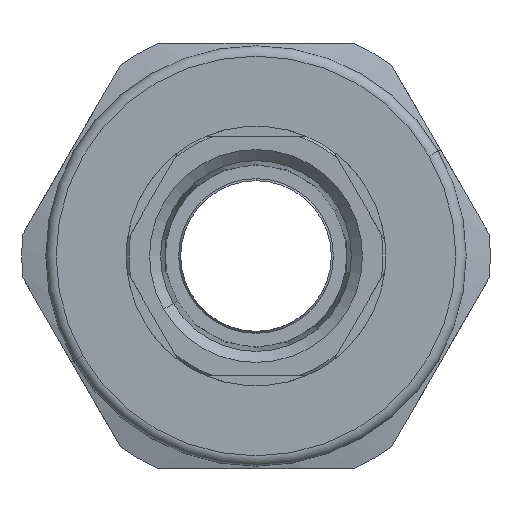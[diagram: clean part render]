
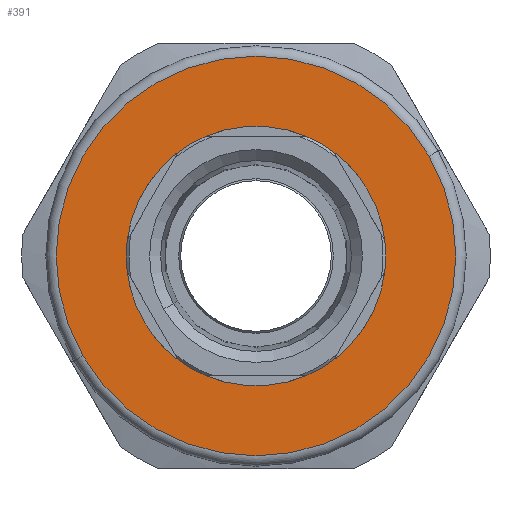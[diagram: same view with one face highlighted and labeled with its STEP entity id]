
A CAD part, left-side view. The second image highlights one B-rep face of the part: STEP entity #391.
In plain terms, the highlighted planar face has unit normal (-1, 0, 0).
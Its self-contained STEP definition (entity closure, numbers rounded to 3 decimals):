
#60 = AXIS2_PLACEMENT_3D ( 'NONE', #847, #2342, #2186 ) ;
#193 = CARTESIAN_POINT ( 'NONE',  ( -6.13, 10.392, -6. ) ) ;
#294 = DIRECTION ( 'NONE',  ( 0., 0.866, -0.5 ) ) ;
#363 = CIRCLE ( 'NONE', #960, 12. ) ;
#389 = VERTEX_POINT ( 'NONE', #193 ) ;
#391 = ADVANCED_FACE ( 'NONE', ( #1707, #401 ), #2707, .T. ) ;
#401 = FACE_OUTER_BOUND ( 'NONE', #1217, .T. ) ;
#591 = DIRECTION ( 'NONE',  ( 0., -0.866, 0.5 ) ) ;
#847 = CARTESIAN_POINT ( 'NONE',  ( -6.13, 0., 0. ) ) ;
#877 = CIRCLE ( 'NONE', #1626, 19.25 ) ;
#960 = AXIS2_PLACEMENT_3D ( 'NONE', #2452, #2629, #1370 ) ;
#1094 = ORIENTED_EDGE ( 'NONE', *, *, #1774, .F. ) ;
#1168 = DIRECTION ( 'NONE',  ( 1., 0., 0. ) ) ;
#1195 = CARTESIAN_POINT ( 'NONE',  ( -6.13, 16.671, -9.625 ) ) ;
#1217 = EDGE_LOOP ( 'NONE', ( #2320, #1094 ) ) ;
#1283 = EDGE_CURVE ( 'NONE', #1876, #2521, #1810, .T. ) ;
#1303 = EDGE_CURVE ( 'NONE', #389, #2202, #363, .T. ) ;
#1370 = DIRECTION ( 'NONE',  ( 0., -0.866, 0.5 ) ) ;
#1626 = AXIS2_PLACEMENT_3D ( 'NONE', #1993, #1797, #294 ) ;
#1707 = FACE_BOUND ( 'NONE', #2144, .T. ) ;
#1774 = EDGE_CURVE ( 'NONE', #2521, #1876, #877, .T. ) ;
#1784 = ORIENTED_EDGE ( 'NONE', *, *, #1303, .F. ) ;
#1792 = DIRECTION ( 'NONE',  ( 0., 0.866, -0.5 ) ) ;
#1797 = DIRECTION ( 'NONE',  ( 1., 0., 0. ) ) ;
#1808 = CARTESIAN_POINT ( 'NONE',  ( -6.13, 0., 0. ) ) ;
#1810 = CIRCLE ( 'NONE', #2331, 19.25 ) ;
#1876 = VERTEX_POINT ( 'NONE', #1195 ) ;
#1929 = CARTESIAN_POINT ( 'NONE',  ( -6.13, -16.671, 9.625 ) ) ;
#1993 = CARTESIAN_POINT ( 'NONE',  ( -6.13, 0., 0. ) ) ;
#2029 = EDGE_CURVE ( 'NONE', #2202, #389, #2290, .T. ) ;
#2144 = EDGE_LOOP ( 'NONE', ( #2572, #1784 ) ) ;
#2186 = DIRECTION ( 'NONE',  ( 0., -0.866, 0.5 ) ) ;
#2202 = VERTEX_POINT ( 'NONE', #2387 ) ;
#2280 = DIRECTION ( 'NONE',  ( -1., 0., 0. ) ) ;
#2290 = CIRCLE ( 'NONE', #2298, 12. ) ;
#2298 = AXIS2_PLACEMENT_3D ( 'NONE', #2689, #2280, #591 ) ;
#2320 = ORIENTED_EDGE ( 'NONE', *, *, #1283, .F. ) ;
#2331 = AXIS2_PLACEMENT_3D ( 'NONE', #1808, #1168, #1792 ) ;
#2342 = DIRECTION ( 'NONE',  ( -1., 0., 0. ) ) ;
#2387 = CARTESIAN_POINT ( 'NONE',  ( -6.13, -10.392, 6. ) ) ;
#2452 = CARTESIAN_POINT ( 'NONE',  ( -6.13, 0., 0. ) ) ;
#2521 = VERTEX_POINT ( 'NONE', #1929 ) ;
#2572 = ORIENTED_EDGE ( 'NONE', *, *, #2029, .F. ) ;
#2629 = DIRECTION ( 'NONE',  ( -1., 0., 0. ) ) ;
#2689 = CARTESIAN_POINT ( 'NONE',  ( -6.13, 0., 0. ) ) ;
#2707 = PLANE ( 'NONE',  #60 ) ;
